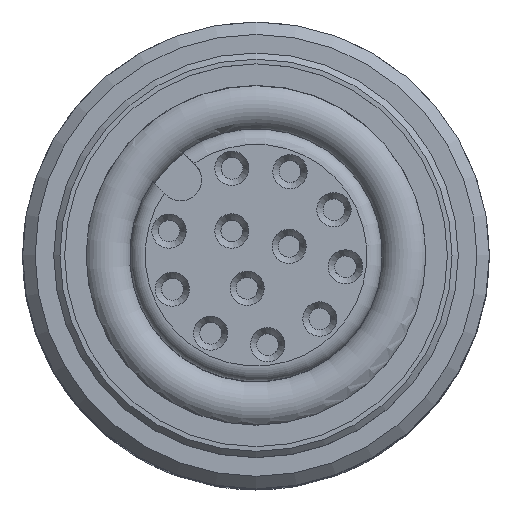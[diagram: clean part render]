
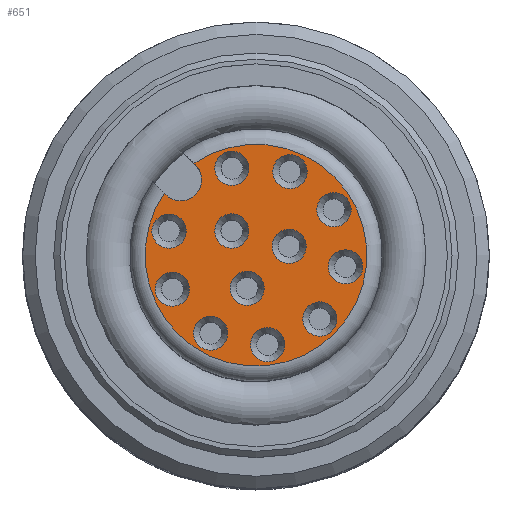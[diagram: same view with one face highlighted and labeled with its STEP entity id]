
A CAD part, top view. The second image highlights one B-rep face of the part: STEP entity #651.
In plain terms, the highlighted planar face has unit normal (0, 0, 1).
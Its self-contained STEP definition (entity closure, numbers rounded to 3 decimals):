
#337=PLANE('',#2572);
#474=LINE('',#3073,#490);
#477=LINE('',#3113,#493);
#490=VECTOR('',#2618,1.);
#493=VECTOR('',#2623,1.);
#651=ADVANCED_FACE('',(#847,#848,#849,#850,#851,#852,#853,#854,#855,#856,
#857,#858,#859),#337,.F.);
#847=FACE_BOUND('',#1082,.T.);
#848=FACE_BOUND('',#1083,.T.);
#849=FACE_BOUND('',#1084,.T.);
#850=FACE_BOUND('',#1085,.T.);
#851=FACE_BOUND('',#1086,.T.);
#852=FACE_BOUND('',#1087,.T.);
#853=FACE_BOUND('',#1088,.T.);
#854=FACE_BOUND('',#1089,.T.);
#855=FACE_BOUND('',#1090,.T.);
#856=FACE_BOUND('',#1091,.T.);
#857=FACE_BOUND('',#1092,.T.);
#858=FACE_BOUND('',#1093,.T.);
#859=FACE_BOUND('',#1094,.T.);
#1082=EDGE_LOOP('',(#1706));
#1083=EDGE_LOOP('',(#1707));
#1084=EDGE_LOOP('',(#1708));
#1085=EDGE_LOOP('',(#1709));
#1086=EDGE_LOOP('',(#1710));
#1087=EDGE_LOOP('',(#1711));
#1088=EDGE_LOOP('',(#1712));
#1089=EDGE_LOOP('',(#1713));
#1090=EDGE_LOOP('',(#1714));
#1091=EDGE_LOOP('',(#1715));
#1092=EDGE_LOOP('',(#1716));
#1093=EDGE_LOOP('',(#1717));
#1094=EDGE_LOOP('',(#1718,#1719,#1720,#1721));
#1706=ORIENTED_EDGE('',*,*,#2291,.T.);
#1707=ORIENTED_EDGE('',*,*,#2292,.T.);
#1708=ORIENTED_EDGE('',*,*,#2293,.T.);
#1709=ORIENTED_EDGE('',*,*,#2294,.T.);
#1710=ORIENTED_EDGE('',*,*,#2295,.T.);
#1711=ORIENTED_EDGE('',*,*,#2296,.T.);
#1712=ORIENTED_EDGE('',*,*,#2297,.T.);
#1713=ORIENTED_EDGE('',*,*,#2298,.T.);
#1714=ORIENTED_EDGE('',*,*,#2299,.T.);
#1715=ORIENTED_EDGE('',*,*,#2300,.T.);
#1716=ORIENTED_EDGE('',*,*,#2301,.T.);
#1717=ORIENTED_EDGE('',*,*,#2302,.T.);
#1718=ORIENTED_EDGE('',*,*,#2002,.F.);
#1719=ORIENTED_EDGE('',*,*,#2303,.F.);
#1720=ORIENTED_EDGE('',*,*,#1997,.F.);
#1721=ORIENTED_EDGE('',*,*,#2304,.F.);
#1777=VERTEX_POINT('',#3072);
#1778=VERTEX_POINT('',#3074);
#1781=VERTEX_POINT('',#3112);
#1782=VERTEX_POINT('',#3114);
#1976=VERTEX_POINT('',#5744);
#1977=VERTEX_POINT('',#5746);
#1978=VERTEX_POINT('',#5748);
#1979=VERTEX_POINT('',#5750);
#1980=VERTEX_POINT('',#5752);
#1981=VERTEX_POINT('',#5754);
#1982=VERTEX_POINT('',#5756);
#1983=VERTEX_POINT('',#5758);
#1984=VERTEX_POINT('',#5760);
#1985=VERTEX_POINT('',#5762);
#1986=VERTEX_POINT('',#5764);
#1987=VERTEX_POINT('',#5766);
#1997=EDGE_CURVE('',#1777,#1778,#474,.T.);
#2002=EDGE_CURVE('',#1781,#1782,#477,.T.);
#2291=EDGE_CURVE('',#1976,#1976,#2377,.T.);
#2292=EDGE_CURVE('',#1977,#1977,#2378,.T.);
#2293=EDGE_CURVE('',#1978,#1978,#2379,.T.);
#2294=EDGE_CURVE('',#1979,#1979,#2380,.T.);
#2295=EDGE_CURVE('',#1980,#1980,#2381,.T.);
#2296=EDGE_CURVE('',#1981,#1981,#2382,.T.);
#2297=EDGE_CURVE('',#1982,#1982,#2383,.T.);
#2298=EDGE_CURVE('',#1983,#1983,#2384,.T.);
#2299=EDGE_CURVE('',#1984,#1984,#2385,.T.);
#2300=EDGE_CURVE('',#1985,#1985,#2386,.T.);
#2301=EDGE_CURVE('',#1986,#1986,#2387,.T.);
#2302=EDGE_CURVE('',#1987,#1987,#2388,.T.);
#2303=EDGE_CURVE('',#1778,#1781,#2389,.T.);
#2304=EDGE_CURVE('',#1782,#1777,#2390,.T.);
#2377=CIRCLE('',#2558,0.55);
#2378=CIRCLE('',#2559,0.55);
#2379=CIRCLE('',#2560,0.55);
#2380=CIRCLE('',#2561,0.55);
#2381=CIRCLE('',#2562,0.55);
#2382=CIRCLE('',#2563,0.55);
#2383=CIRCLE('',#2564,0.55);
#2384=CIRCLE('',#2565,0.55);
#2385=CIRCLE('',#2566,0.55);
#2386=CIRCLE('',#2567,0.55);
#2387=CIRCLE('',#2568,0.55);
#2388=CIRCLE('',#2569,0.55);
#2389=CIRCLE('',#2570,3.562);
#2390=CIRCLE('',#2571,0.675);
#2558=AXIS2_PLACEMENT_3D('',#5743,#2949,#2950);
#2559=AXIS2_PLACEMENT_3D('',#5745,#2951,#2952);
#2560=AXIS2_PLACEMENT_3D('',#5747,#2953,#2954);
#2561=AXIS2_PLACEMENT_3D('',#5749,#2955,#2956);
#2562=AXIS2_PLACEMENT_3D('',#5751,#2957,#2958);
#2563=AXIS2_PLACEMENT_3D('',#5753,#2959,#2960);
#2564=AXIS2_PLACEMENT_3D('',#5755,#2961,#2962);
#2565=AXIS2_PLACEMENT_3D('',#5757,#2963,#2964);
#2566=AXIS2_PLACEMENT_3D('',#5759,#2965,#2966);
#2567=AXIS2_PLACEMENT_3D('',#5761,#2967,#2968);
#2568=AXIS2_PLACEMENT_3D('',#5763,#2969,#2970);
#2569=AXIS2_PLACEMENT_3D('',#5765,#2971,#2972);
#2570=AXIS2_PLACEMENT_3D('',#5767,#2973,#2974);
#2571=AXIS2_PLACEMENT_3D('',#5768,#2975,#2976);
#2572=AXIS2_PLACEMENT_3D('',#5769,#2977,#2978);
#2618=DIRECTION('',(-0.707,0.707,0.));
#2623=DIRECTION('',(0.707,-0.707,0.));
#2949=DIRECTION('',(0.,0.,-1.));
#2950=DIRECTION('',(0.707,-0.707,0.));
#2951=DIRECTION('',(0.,0.,-1.));
#2952=DIRECTION('',(0.707,-0.707,0.));
#2953=DIRECTION('',(0.,0.,-1.));
#2954=DIRECTION('',(0.707,-0.707,0.));
#2955=DIRECTION('',(0.,0.,-1.));
#2956=DIRECTION('',(0.707,-0.707,0.));
#2957=DIRECTION('',(0.,0.,-1.));
#2958=DIRECTION('',(0.707,-0.707,0.));
#2959=DIRECTION('',(0.,0.,-1.));
#2960=DIRECTION('',(0.707,-0.707,0.));
#2961=DIRECTION('',(0.,0.,-1.));
#2962=DIRECTION('',(0.707,-0.707,0.));
#2963=DIRECTION('',(0.,0.,-1.));
#2964=DIRECTION('',(0.707,-0.707,0.));
#2965=DIRECTION('',(0.,0.,-1.));
#2966=DIRECTION('',(0.707,-0.707,0.));
#2967=DIRECTION('',(0.,0.,-1.));
#2968=DIRECTION('',(0.707,-0.707,0.));
#2969=DIRECTION('',(0.,0.,-1.));
#2970=DIRECTION('',(0.707,-0.707,0.));
#2971=DIRECTION('',(0.,0.,-1.));
#2972=DIRECTION('',(0.707,-0.707,0.));
#2973=DIRECTION('',(0.,0.,-1.));
#2974=DIRECTION('',(-1.,0.,0.));
#2975=DIRECTION('',(0.,0.,1.));
#2976=DIRECTION('',(0.707,-0.707,0.));
#2977=DIRECTION('',(0.,0.,-1.));
#2978=DIRECTION('',(-0.707,0.707,0.));
#3072=CARTESIAN_POINT('',(58.1,62.925,10.05));
#3073=CARTESIAN_POINT('',(58.1,62.925,10.05));
#3074=CARTESIAN_POINT('',(58.048,62.976,10.05));
#3112=CARTESIAN_POINT('',(57.094,62.022,10.05));
#3113=CARTESIAN_POINT('',(56.6,62.515,10.05));
#3114=CARTESIAN_POINT('',(57.145,61.97,10.05));
#5743=CARTESIAN_POINT('',(62.92,59.653,10.05));
#5744=CARTESIAN_POINT('',(63.309,59.264,10.05));
#5745=CARTESIAN_POINT('',(62.095,57.975,10.05));
#5746=CARTESIAN_POINT('',(62.484,57.586,10.05));
#5747=CARTESIAN_POINT('',(60.417,57.15,10.05));
#5748=CARTESIAN_POINT('',(60.805,56.761,10.05));
#5749=CARTESIAN_POINT('',(58.583,57.52,10.05));
#5750=CARTESIAN_POINT('',(58.972,57.132,10.05));
#5751=CARTESIAN_POINT('',(59.76,58.963,10.05));
#5752=CARTESIAN_POINT('',(60.149,58.574,10.05));
#5753=CARTESIAN_POINT('',(61.107,60.31,10.05));
#5754=CARTESIAN_POINT('',(61.496,59.921,10.05));
#5755=CARTESIAN_POINT('',(62.549,61.487,10.05));
#5756=CARTESIAN_POINT('',(62.938,61.098,10.05));
#5757=CARTESIAN_POINT('',(61.137,62.712,10.05));
#5758=CARTESIAN_POINT('',(61.525,62.323,10.05));
#5759=CARTESIAN_POINT('',(59.269,62.82,10.05));
#5760=CARTESIAN_POINT('',(59.658,62.431,10.05));
#5761=CARTESIAN_POINT('',(59.266,60.803,10.05));
#5762=CARTESIAN_POINT('',(59.655,60.414,10.05));
#5763=CARTESIAN_POINT('',(57.25,60.801,10.05));
#5764=CARTESIAN_POINT('',(57.639,60.412,10.05));
#5765=CARTESIAN_POINT('',(57.358,58.933,10.05));
#5766=CARTESIAN_POINT('',(57.747,58.544,10.05));
#5767=CARTESIAN_POINT('',(60.044,60.026,10.05));
#5768=CARTESIAN_POINT('',(57.622,62.447,10.05));
#5769=CARTESIAN_POINT('',(60.044,60.026,10.05));
